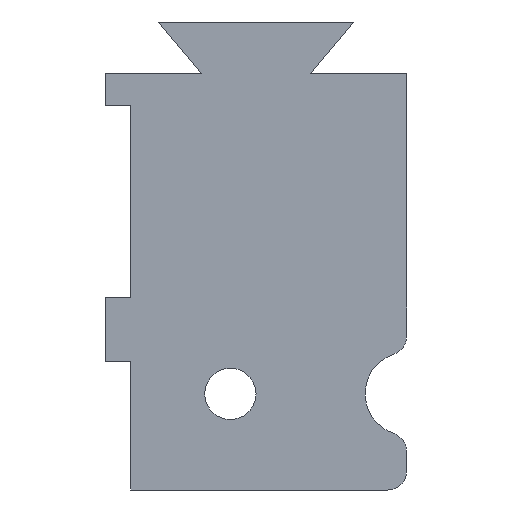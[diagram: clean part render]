
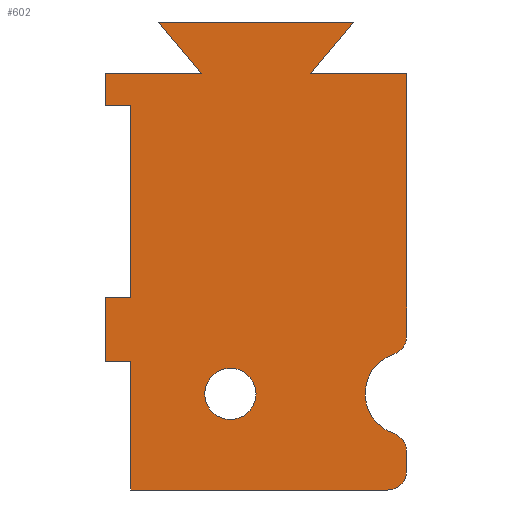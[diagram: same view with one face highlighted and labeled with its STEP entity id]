
A CAD part, left-side view. The second image highlights one B-rep face of the part: STEP entity #602.
In plain terms, the highlighted planar face has unit normal (-1, 0, 0).
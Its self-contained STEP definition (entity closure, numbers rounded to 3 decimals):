
#83=FACE_BOUND('',#136,.T.);
#90=CIRCLE('',#660,3.);
#91=CIRCLE('',#661,3.);
#92=CIRCLE('',#662,6.5);
#93=CIRCLE('',#663,3.);
#94=CIRCLE('',#664,4.);
#105=FACE_OUTER_BOUND('',#135,.T.);
#135=EDGE_LOOP('',(#458,#459,#460,#461,#462,#463,#464,#465,#466,#467,#468,
#469,#470,#471,#472,#473,#474,#475,#476));
#136=EDGE_LOOP('',(#477));
#165=LINE('',#866,#232);
#181=LINE('',#908,#248);
#183=LINE('',#913,#250);
#184=LINE('',#915,#251);
#185=LINE('',#916,#252);
#186=LINE('',#918,#253);
#187=LINE('',#920,#254);
#188=LINE('',#922,#255);
#189=LINE('',#924,#256);
#190=LINE('',#926,#257);
#191=LINE('',#928,#258);
#192=LINE('',#930,#259);
#193=LINE('',#932,#260);
#194=LINE('',#936,#261);
#195=LINE('',#943,#262);
#232=VECTOR('',#703,10.);
#248=VECTOR('',#733,10.);
#250=VECTOR('',#737,10.);
#251=VECTOR('',#738,10.);
#252=VECTOR('',#739,10.);
#253=VECTOR('',#740,10.);
#254=VECTOR('',#741,10.);
#255=VECTOR('',#742,10.);
#256=VECTOR('',#743,10.);
#257=VECTOR('',#744,10.);
#258=VECTOR('',#745,10.);
#259=VECTOR('',#746,10.);
#260=VECTOR('',#747,10.);
#261=VECTOR('',#750,10.);
#262=VECTOR('',#757,10.);
#299=VERTEX_POINT('',#863);
#300=VERTEX_POINT('',#865);
#319=VERTEX_POINT('',#907);
#320=VERTEX_POINT('',#911);
#321=VERTEX_POINT('',#912);
#322=VERTEX_POINT('',#914);
#323=VERTEX_POINT('',#917);
#324=VERTEX_POINT('',#919);
#325=VERTEX_POINT('',#921);
#326=VERTEX_POINT('',#923);
#327=VERTEX_POINT('',#925);
#328=VERTEX_POINT('',#927);
#329=VERTEX_POINT('',#929);
#330=VERTEX_POINT('',#931);
#331=VERTEX_POINT('',#933);
#332=VERTEX_POINT('',#935);
#333=VERTEX_POINT('',#937);
#334=VERTEX_POINT('',#939);
#335=VERTEX_POINT('',#941);
#336=VERTEX_POINT('',#944);
#353=EDGE_CURVE('',#300,#299,#165,.T.);
#374=EDGE_CURVE('',#319,#300,#181,.T.);
#376=EDGE_CURVE('',#320,#321,#183,.T.);
#377=EDGE_CURVE('',#321,#322,#184,.T.);
#378=EDGE_CURVE('',#322,#319,#185,.T.);
#379=EDGE_CURVE('',#323,#299,#186,.T.);
#380=EDGE_CURVE('',#324,#323,#187,.T.);
#381=EDGE_CURVE('',#324,#325,#188,.T.);
#382=EDGE_CURVE('',#325,#326,#189,.T.);
#383=EDGE_CURVE('',#327,#326,#190,.T.);
#384=EDGE_CURVE('',#328,#327,#191,.T.);
#385=EDGE_CURVE('',#328,#329,#192,.T.);
#386=EDGE_CURVE('',#329,#330,#193,.T.);
#387=EDGE_CURVE('',#331,#330,#90,.T.);
#388=EDGE_CURVE('',#332,#331,#194,.T.);
#389=EDGE_CURVE('',#333,#332,#91,.T.);
#390=EDGE_CURVE('',#333,#334,#92,.T.);
#391=EDGE_CURVE('',#335,#334,#93,.T.);
#392=EDGE_CURVE('',#320,#335,#195,.T.);
#393=EDGE_CURVE('',#336,#336,#94,.T.);
#458=ORIENTED_EDGE('',*,*,#376,.T.);
#459=ORIENTED_EDGE('',*,*,#377,.T.);
#460=ORIENTED_EDGE('',*,*,#378,.T.);
#461=ORIENTED_EDGE('',*,*,#374,.T.);
#462=ORIENTED_EDGE('',*,*,#353,.T.);
#463=ORIENTED_EDGE('',*,*,#379,.F.);
#464=ORIENTED_EDGE('',*,*,#380,.F.);
#465=ORIENTED_EDGE('',*,*,#381,.T.);
#466=ORIENTED_EDGE('',*,*,#382,.T.);
#467=ORIENTED_EDGE('',*,*,#383,.F.);
#468=ORIENTED_EDGE('',*,*,#384,.F.);
#469=ORIENTED_EDGE('',*,*,#385,.T.);
#470=ORIENTED_EDGE('',*,*,#386,.T.);
#471=ORIENTED_EDGE('',*,*,#387,.F.);
#472=ORIENTED_EDGE('',*,*,#388,.F.);
#473=ORIENTED_EDGE('',*,*,#389,.F.);
#474=ORIENTED_EDGE('',*,*,#390,.T.);
#475=ORIENTED_EDGE('',*,*,#391,.F.);
#476=ORIENTED_EDGE('',*,*,#392,.F.);
#477=ORIENTED_EDGE('',*,*,#393,.T.);
#579=PLANE('',#659);
#602=ADVANCED_FACE('',(#105,#83),#579,.T.);
#659=AXIS2_PLACEMENT_3D('',#910,#735,#736);
#660=AXIS2_PLACEMENT_3D('',#934,#748,#749);
#661=AXIS2_PLACEMENT_3D('',#938,#751,#752);
#662=AXIS2_PLACEMENT_3D('',#940,#753,#754);
#663=AXIS2_PLACEMENT_3D('',#942,#755,#756);
#664=AXIS2_PLACEMENT_3D('',#945,#758,#759);
#703=DIRECTION('',(0.,1.,0.));
#733=DIRECTION('',(0.,-0.643,-0.766));
#735=DIRECTION('center_axis',(-1.,0.,0.));
#736=DIRECTION('ref_axis',(0.,-1.,0.));
#737=DIRECTION('',(0.,1.,0.));
#738=DIRECTION('',(0.,-0.643,0.766));
#739=DIRECTION('',(0.,1.,0.));
#740=DIRECTION('',(0.,0.,1.));
#741=DIRECTION('',(0.,1.,0.));
#742=DIRECTION('',(0.,0.,-1.));
#743=DIRECTION('',(0.,1.,0.));
#744=DIRECTION('',(0.,0.,1.));
#745=DIRECTION('',(0.,1.,0.));
#746=DIRECTION('',(0.,0.,-1.));
#747=DIRECTION('',(0.,-1.,0.));
#748=DIRECTION('center_axis',(1.,0.,0.));
#749=DIRECTION('ref_axis',(0.,-0.707,-0.707));
#750=DIRECTION('',(0.,0.,-1.));
#751=DIRECTION('center_axis',(1.,0.,0.));
#752=DIRECTION('ref_axis',(0.,-0.812,0.584));
#753=DIRECTION('center_axis',(1.,0.,0.));
#754=DIRECTION('ref_axis',(0.,0.003,-1.));
#755=DIRECTION('center_axis',(1.,0.,0.));
#756=DIRECTION('ref_axis',(0.,-0.812,-0.584));
#757=DIRECTION('',(0.,0.,-1.));
#758=DIRECTION('center_axis',(1.,0.,0.));
#759=DIRECTION('ref_axis',(0.,0.,1.));
#863=CARTESIAN_POINT('',(-5.,18.5,-55.));
#865=CARTESIAN_POINT('',(-5.,3.5,-55.));
#866=CARTESIAN_POINT('',(-5.,16.5,-55.));
#907=CARTESIAN_POINT('',(-5.,10.213,-47.));
#908=CARTESIAN_POINT('',(-5.,19.314,-36.154));
#910=CARTESIAN_POINT('Origin',(-5.,14.5,0.));
#911=CARTESIAN_POINT('',(-5.,-28.5,-55.));
#912=CARTESIAN_POINT('',(-5.,-13.5,-55.));
#913=CARTESIAN_POINT('',(-5.,0.5,-55.));
#914=CARTESIAN_POINT('',(-5.,-20.213,-47.));
#915=CARTESIAN_POINT('',(-5.,-24.613,-41.756));
#916=CARTESIAN_POINT('',(-5.,12.356,-47.));
#917=CARTESIAN_POINT('',(-5.,18.5,-60.));
#918=CARTESIAN_POINT('',(-5.,18.5,-60.));
#919=CARTESIAN_POINT('',(-5.,14.5,-60.));
#920=CARTESIAN_POINT('',(-5.,14.5,-60.));
#921=CARTESIAN_POINT('',(-5.,14.5,-90.));
#922=CARTESIAN_POINT('',(-5.,14.5,0.));
#923=CARTESIAN_POINT('',(-5.,18.5,-90.));
#924=CARTESIAN_POINT('',(-5.,14.5,-90.));
#925=CARTESIAN_POINT('',(-5.,18.5,-100.));
#926=CARTESIAN_POINT('',(-5.,18.5,-100.));
#927=CARTESIAN_POINT('',(-5.,14.5,-100.));
#928=CARTESIAN_POINT('',(-5.,14.5,-100.));
#929=CARTESIAN_POINT('',(-5.,14.5,-120.));
#930=CARTESIAN_POINT('',(-5.,14.5,0.));
#931=CARTESIAN_POINT('',(-5.,-25.5,-120.));
#932=CARTESIAN_POINT('',(-5.,-14.5,-120.));
#933=CARTESIAN_POINT('',(-5.,-28.5,-117.));
#934=CARTESIAN_POINT('Origin',(-5.,-25.5,-117.));
#935=CARTESIAN_POINT('',(-5.,-28.5,-114.008));
#936=CARTESIAN_POINT('',(-5.,-28.5,120.));
#937=CARTESIAN_POINT('',(-5.,-26.453,-111.163));
#938=CARTESIAN_POINT('Origin',(-5.,-25.5,-114.008));
#939=CARTESIAN_POINT('',(-5.,-26.453,-98.837));
#940=CARTESIAN_POINT('Origin',(-5.,-28.518,-105.));
#941=CARTESIAN_POINT('',(-5.,-28.5,-95.992));
#942=CARTESIAN_POINT('Origin',(-5.,-25.5,-95.992));
#943=CARTESIAN_POINT('',(-5.,-28.5,120.));
#944=CARTESIAN_POINT('',(-5.,-1.,-109.));
#945=CARTESIAN_POINT('Origin',(-5.,-1.,-105.));
